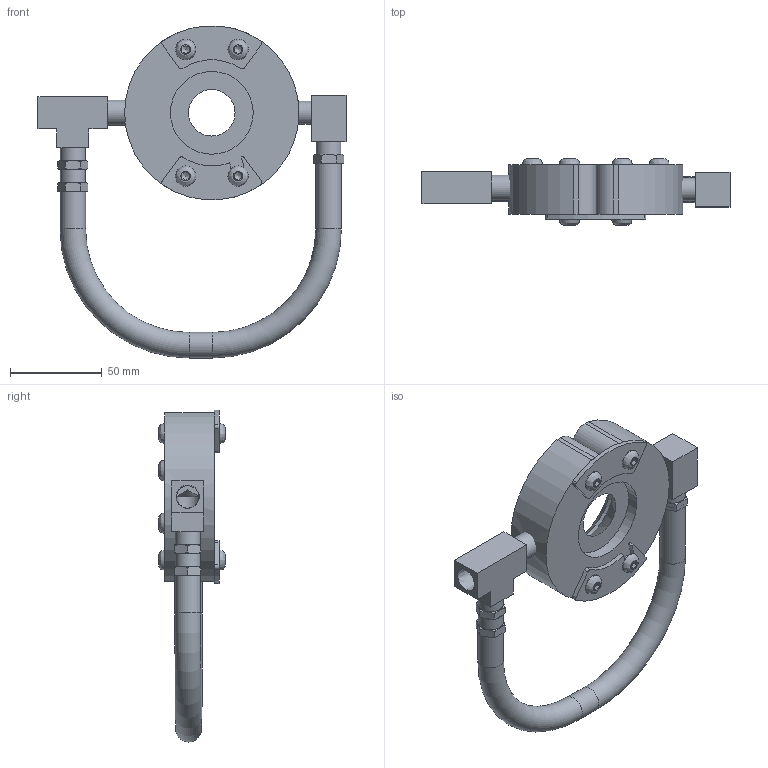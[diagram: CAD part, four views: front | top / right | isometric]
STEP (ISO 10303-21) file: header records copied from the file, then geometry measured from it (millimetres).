
FILE_DESCRIPTION((''),'2;1');
FILE_NAME('2431-3D.stp','2010-06-03T15:57:51',('michael witt'),(''),'Autodesk Inventor 2010','Autodesk Inventor 2010','');
FILE_SCHEMA(('AUTOMOTIVE_DESIGN { 1 0 10303 214 1 1 1 1 }'));
Length unit declared in the file: inch
Products named in the file (21): Assembly2; Part48; Part50; Part52; Part54; Part56; Part58; Part60; Part62; Part64; Part66; Part68; Part70; Part72; Part74; Part76; Part78; Part80; Part82; Part84; Part86
Assembly tree (20 placements, depth 2):
  Assembly2
    Part48
    Part50
    Part52
    Part54
    Part56
    Part58
    Part60
    Part62
    Part64
    Part66
    Part68
    Part70
    Part72
    Part74
    Part76
    Part78
    Part80
    Part82
    Part84
    Part86
Bounding box: 168.27 x 36.37 x 181.37 mm (x, y, z)
Volume: 231834.1 mm3; surface area: 60147.6 mm2
Topology: 20 solids, 20 shells, 293 faces, 653 edges, 422 vertices
Faces by surface type: plane 179, cylinder 62, cone 26, bspline 24, torus 2
Full cylindrical faces by diameter (mm): 5.08 x2, 6.35 x12, 7.112 x3, 11.1 x12, 12.7 x2, 13.708 x4, 13.716 x1, 13.97 x3, 45.192 x1, 46.736 x1
Entity records: 9360 total; most frequent: CARTESIAN_POINT 2977, DIRECTION 1205, ORIENTED_EDGE 1068, EDGE_CURVE 534, AXIS2_PLACEMENT_3D 471, EDGE_LOOP 419, VERTEX_POINT 395, FACE_OUTER_BOUND 293
